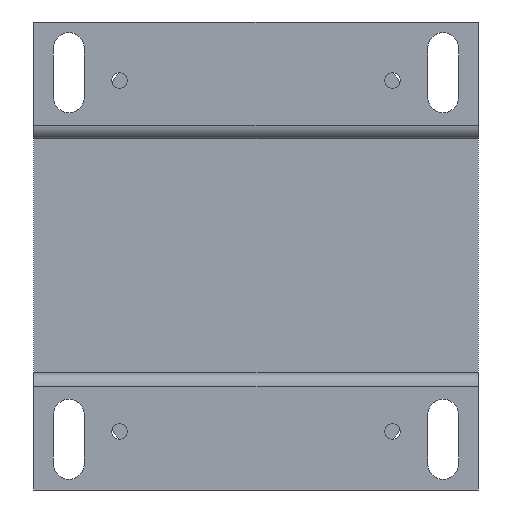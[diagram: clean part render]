
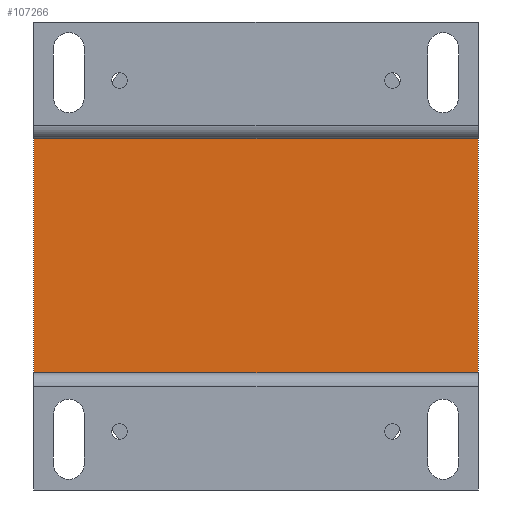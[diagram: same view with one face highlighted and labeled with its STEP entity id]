
A CAD part, front view. The second image highlights one B-rep face of the part: STEP entity #107266.
In plain terms, the highlighted planar face has unit normal (0, -1, 0).
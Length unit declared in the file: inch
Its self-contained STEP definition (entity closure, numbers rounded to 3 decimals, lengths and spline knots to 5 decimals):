
#1668 = EDGE_CURVE ( 'NONE', #60405, #115955, #36845, .T. ) ;
#11296 = CARTESIAN_POINT ( 'NONE',  ( 2.24409, -1.87008, -1.1811 ) ) ;
#15746 = ORIENTED_EDGE ( 'NONE', *, *, #1668, .F. ) ;
#17656 = DIRECTION ( 'NONE',  ( 0., 0., 1. ) ) ;
#24048 = CARTESIAN_POINT ( 'NONE',  ( -2.24409, -1.87008, -1.1811 ) ) ;
#28884 = CARTESIAN_POINT ( 'NONE',  ( -2.24409, -1.87008, 1.1811 ) ) ;
#33331 = DIRECTION ( 'NONE',  ( -1., 0., 0. ) ) ;
#36845 = LINE ( 'NONE', #24048, #44690 ) ;
#38860 = ORIENTED_EDGE ( 'NONE', *, *, #51393, .F. ) ;
#40910 = CARTESIAN_POINT ( 'NONE',  ( -2.24409, -1.87008, 1.1811 ) ) ;
#42634 = EDGE_CURVE ( 'NONE', #82224, #60405, #80637, .T. ) ;
#44690 = VECTOR ( 'NONE', #33331, 39.37008 ) ;
#50403 = DIRECTION ( 'NONE',  ( 1., 0., 0. ) ) ;
#51393 = EDGE_CURVE ( 'NONE', #129828, #82224, #86110, .T. ) ;
#56737 = EDGE_LOOP ( 'NONE', ( #130947, #38860, #69060, #15746 ) ) ;
#57793 = CARTESIAN_POINT ( 'NONE',  ( -2.24409, -1.87008, 1.1811 ) ) ;
#58236 = PLANE ( 'NONE',  #99901 ) ;
#58911 = DIRECTION ( 'NONE',  ( 0., 0., -1. ) ) ;
#59254 = VECTOR ( 'NONE', #50403, 39.37008 ) ;
#60405 = VERTEX_POINT ( 'NONE', #11296 ) ;
#65780 = EDGE_CURVE ( 'NONE', #115955, #129828, #107929, .T. ) ;
#69060 = ORIENTED_EDGE ( 'NONE', *, *, #65780, .F. ) ;
#74281 = VECTOR ( 'NONE', #58911, 39.37008 ) ;
#78985 = DIRECTION ( 'NONE',  ( 0., 1., 0. ) ) ;
#79593 = CARTESIAN_POINT ( 'NONE',  ( 2.24409, -1.87008, 1.1811 ) ) ;
#80637 = LINE ( 'NONE', #108744, #74281 ) ;
#81136 = VECTOR ( 'NONE', #111495, 39.37008 ) ;
#82224 = VERTEX_POINT ( 'NONE', #79593 ) ;
#86110 = LINE ( 'NONE', #119228, #59254 ) ;
#99901 = AXIS2_PLACEMENT_3D ( 'NONE', #57793, #78985, #17656 ) ;
#107266 = ADVANCED_FACE ( 'NONE', ( #121256 ), #58236, .F. ) ;
#107929 = LINE ( 'NONE', #40910, #81136 ) ;
#108744 = CARTESIAN_POINT ( 'NONE',  ( 2.24409, -1.87008, 1.1811 ) ) ;
#111495 = DIRECTION ( 'NONE',  ( 0., 0., 1. ) ) ;
#115955 = VERTEX_POINT ( 'NONE', #125892 ) ;
#119228 = CARTESIAN_POINT ( 'NONE',  ( -2.24409, -1.87008, 1.1811 ) ) ;
#121256 = FACE_OUTER_BOUND ( 'NONE', #56737, .T. ) ;
#125892 = CARTESIAN_POINT ( 'NONE',  ( -2.24409, -1.87008, -1.1811 ) ) ;
#129828 = VERTEX_POINT ( 'NONE', #28884 ) ;
#130947 = ORIENTED_EDGE ( 'NONE', *, *, #42634, .F. ) ;
